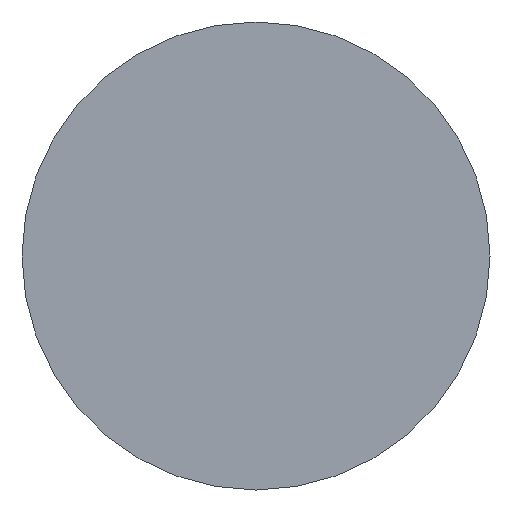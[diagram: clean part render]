
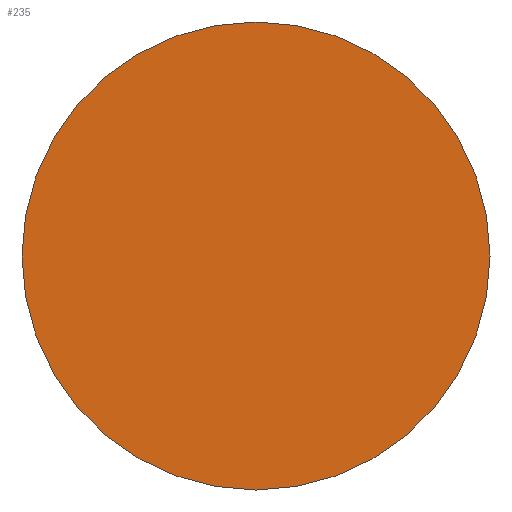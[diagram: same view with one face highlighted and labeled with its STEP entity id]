
A CAD part, front view. The second image highlights one B-rep face of the part: STEP entity #235.
In plain terms, the highlighted planar face has unit normal (0, -1, 0).
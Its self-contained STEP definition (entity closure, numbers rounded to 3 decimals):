
#123=EDGE_CURVE('',#211,#251,#299,.T.);
#181=EDGE_CURVE('',#251,#211,#369,.T.);
#211=VERTEX_POINT('',#401);
#235=ADVANCED_FACE('',(#429),#430,.T.);
#251=VERTEX_POINT('',#447);
#299=CIRCLE('',#492,30.0);
#369=CIRCLE('',#584,30.0);
#401=CARTESIAN_POINT('',(30.0,-20.0,0.));
#429=FACE_OUTER_BOUND('',#658,.T.);
#430=PLANE('',#659);
#447=CARTESIAN_POINT('',(-30.0,-20.0,0.));
#492=AXIS2_PLACEMENT_3D('',#710,#711,#712);
#584=AXIS2_PLACEMENT_3D('',#817,#818,#819);
#658=EDGE_LOOP('',(#888,#889));
#659=AXIS2_PLACEMENT_3D('',#890,#891,#892);
#710=CARTESIAN_POINT('',(0.0,-20.0,0.));
#711=DIRECTION('',(0.0,-1.0,0.));
#712=DIRECTION('',(1.0,0.0,0.0));
#817=CARTESIAN_POINT('',(0.0,-20.0,0.));
#818=DIRECTION('',(0.0,-1.0,0.));
#819=DIRECTION('',(1.0,0.0,0.0));
#888=ORIENTED_EDGE('',*,*,#123,.T.);
#889=ORIENTED_EDGE('',*,*,#181,.T.);
#890=CARTESIAN_POINT('',(0.0,-20.0,0.));
#891=DIRECTION('',(0.0,-1.0,0.));
#892=DIRECTION('',(1.0,0.0,0.0));
